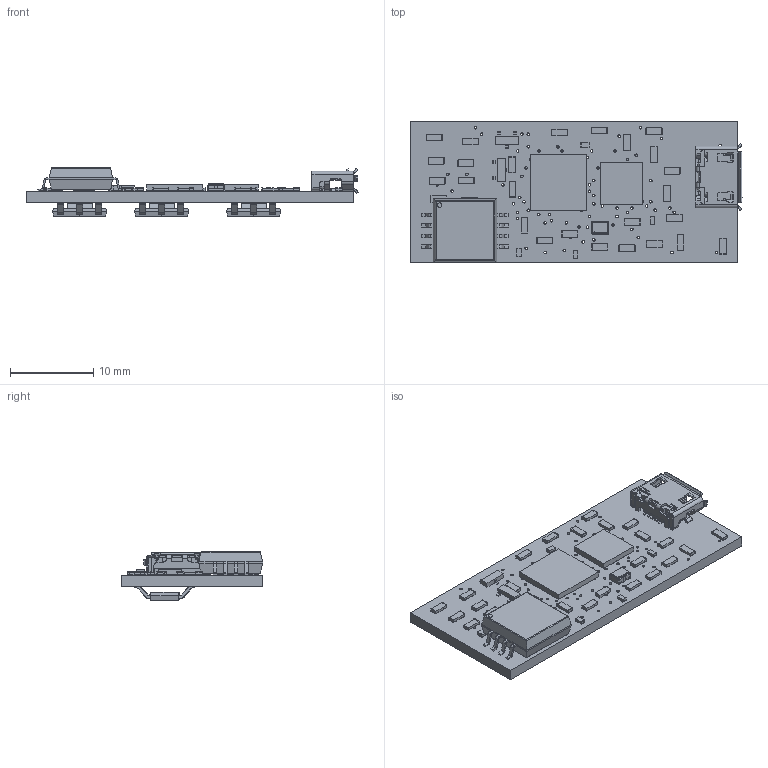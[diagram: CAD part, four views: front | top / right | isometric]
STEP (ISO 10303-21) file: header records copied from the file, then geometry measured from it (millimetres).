
FILE_DESCRIPTION(('PCB Model'),'2;1');
FILE_NAME('MAIN_SDR_ONLY.STEP','2023-03-31T14:00:10',('surya'),('Unspecified'), 'Open CASCADE STEP processor 6.8','Proteus','Unknown');
FILE_SCHEMA(('CONFIG_CONTROL_DESIGN','SHAPE_APPEARANCE_LAYER_MIM'));
Length unit declared in the file: millimetre
Products named in the file (159): Open CASCADE STEP translator 6.8 1; Layer_1; C1; Open CASCADE STEP translator 6.8 1.2.1; Body_1; Pin_1; Pin_2; C2; C4; C3; C6; C5; C13; C10; U2; Open CASCADE STEP translator 6.8 1.10.1; Pin_3; Pin_4; Pin_5; Pin_6; Pin_7; Pin_8; Pin_9; Pin_10; Pin_11; Pin_12; Pin_13; Pin_14; Pin_15; Pin_16; Pin_17; Pin_18; Pin_19; Pin_20; Pin_21; Pin_22; Pin_23; Pin_24; Pin_25; Pin_26 ...
Assembly tree (189 placements, depth 5):
  Open CASCADE STEP translator 6.8 1
    Layer_1
    C1
      Open CASCADE STEP translator 6.8 1.2.1
        Body_1
        Pin_1
        Pin_2
    C2
      Open CASCADE STEP translator 6.8 1.2.1
        Body_1
        Pin_1
        Pin_2
    C4
      Open CASCADE STEP translator 6.8 1.2.1
        Body_1
        Pin_1
        Pin_2
    C3
      Open CASCADE STEP translator 6.8 1.2.1
        Body_1
        Pin_1
        Pin_2
    C6
      Open CASCADE STEP translator 6.8 1.2.1
        Body_1
        Pin_1
        Pin_2
    C5
      Open CASCADE STEP translator 6.8 1.2.1
        Body_1
        Pin_1
        Pin_2
    C13
      Open CASCADE STEP translator 6.8 1.2.1
        Body_1
        Pin_1
        Pin_2
    C10
      Open CASCADE STEP translator 6.8 1.2.1
        Body_1
        Pin_1
        Pin_2
    U2
      Open CASCADE STEP translator 6.8 1.10.1
        Body_1
        Pin_1
        Pin_2
        Pin_3
        Pin_4
        Pin_5
        Pin_6
        Pin_7
        Pin_8
        Pin_9
        Pin_10
        Pin_11
        Pin_12
        Pin_13
        Pin_14
        Pin_15
Bounding box: 39.88 x 17 x 5.83 mm (x, y, z)
Volume: 1234.7 mm3; surface area: 2869.7 mm2
Topology: 201 solids, 201 shells, 3072 faces, 7823 edges, 5143 vertices
Faces by surface type: plane 2267, cylinder 768, bspline 11, extrusion 10, cone 8, torus 4, sphere 4
Entity records: 69819 total; most frequent: CARTESIAN_POINT 12153, DIRECTION 9834, ORIENTED_EDGE 9714, EDGE_CURVE 4857, VECTOR 3572, LINE 3562, VERTEX_POINT 3173, AXIS2_PLACEMENT_3D 3131
